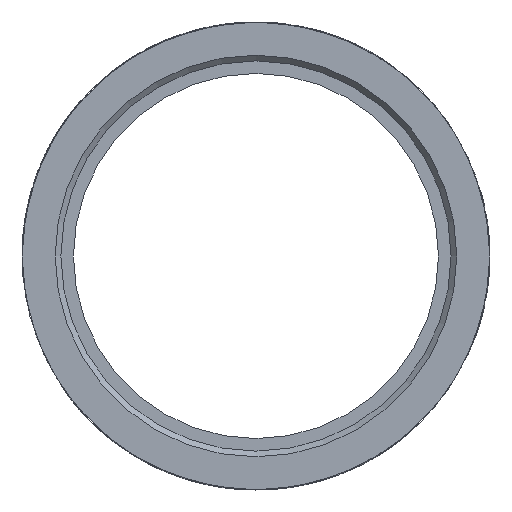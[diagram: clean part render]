
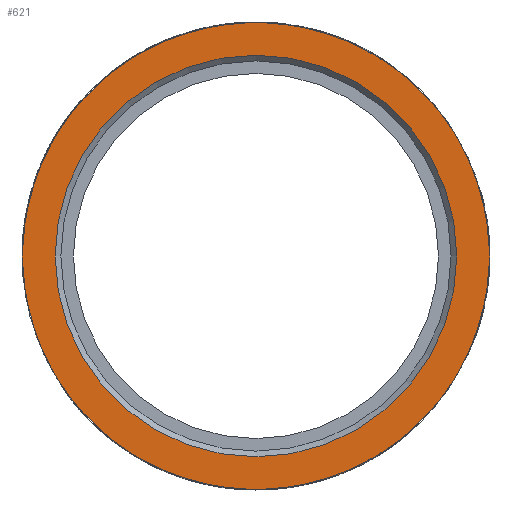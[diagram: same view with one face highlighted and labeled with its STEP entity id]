
A CAD part, left-side view. The second image highlights one B-rep face of the part: STEP entity #621.
In plain terms, the highlighted planar face has unit normal (-1, 0, 0).
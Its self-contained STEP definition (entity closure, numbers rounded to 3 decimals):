
#616=PLANE('',#3451);
#621=ADVANCED_FACE('',(#864,#865),#616,.F.);
#864=FACE_BOUND('',#1093,.T.);
#865=FACE_BOUND('',#1094,.T.);
#1093=EDGE_LOOP('',(#1375));
#1094=EDGE_LOOP('',(#1376));
#1375=ORIENTED_EDGE('',*,*,#2870,.T.);
#1376=ORIENTED_EDGE('',*,*,#2868,.T.);
#2369=VERTEX_POINT('',#4111);
#2371=VERTEX_POINT('',#4116);
#2868=EDGE_CURVE('',#2369,#2369,#3367,.T.);
#2870=EDGE_CURVE('',#2371,#2371,#3369,.T.);
#3367=CIRCLE('',#3447,20.5);
#3369=CIRCLE('',#3450,17.6);
#3447=AXIS2_PLACEMENT_3D('',#4110,#3669,#3670);
#3450=AXIS2_PLACEMENT_3D('',#4115,#3675,#3676);
#3451=AXIS2_PLACEMENT_3D('',#4117,#3677,#3678);
#3669=DIRECTION('',(-1.,0.,0.));
#3670=DIRECTION('',(0.,0.,1.));
#3675=DIRECTION('',(1.,0.,0.));
#3676=DIRECTION('',(0.,0.,-1.));
#3677=DIRECTION('',(1.,0.,0.));
#3678=DIRECTION('',(0.,0.,-1.));
#4110=CARTESIAN_POINT('',(-25.52,0.,0.));
#4111=CARTESIAN_POINT('',(-25.52,0.,20.5));
#4115=CARTESIAN_POINT('',(-25.52,0.,0.));
#4116=CARTESIAN_POINT('',(-25.52,0.,-17.6));
#4117=CARTESIAN_POINT('',(-25.52,20.5,0.));
